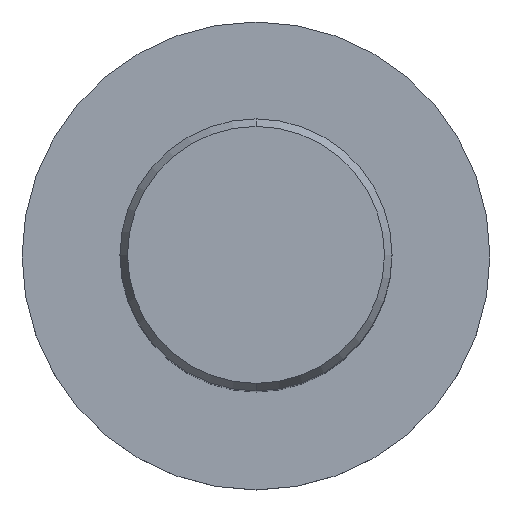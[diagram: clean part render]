
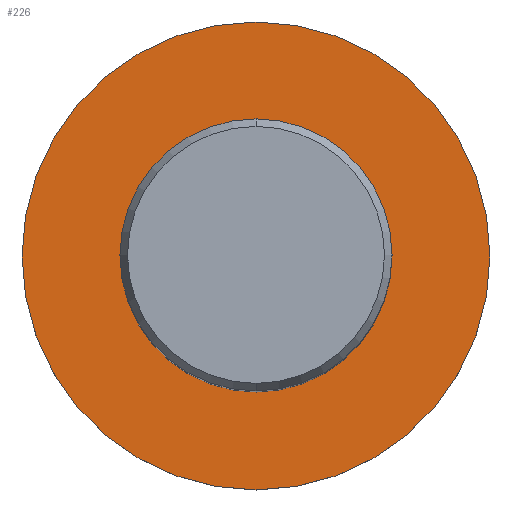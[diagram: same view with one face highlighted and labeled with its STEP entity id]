
A CAD part, top view. The second image highlights one B-rep face of the part: STEP entity #226.
In plain terms, the highlighted planar face has unit normal (0, 0, 1).
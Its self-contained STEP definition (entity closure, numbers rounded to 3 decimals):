
#182=EDGE_CURVE('',#336,#196,#469,.T.);
#196=VERTEX_POINT('',#483);
#202=EDGE_CURVE('',#312,#398,#489,.T.);
#226=ADVANCED_FACE('',(#515,#516),#517,.T.);
#298=EDGE_CURVE('',#196,#336,#597,.T.);
#312=VERTEX_POINT('',#611);
#336=VERTEX_POINT('',#637);
#348=EDGE_CURVE('',#398,#312,#650,.T.);
#398=VERTEX_POINT('',#707);
#469=CIRCLE('',#779,21.5);
#483=CARTESIAN_POINT('',(0.0,21.5,-56.0));
#489=CIRCLE('',#806,12.5);
#515=FACE_BOUND('',#877,.T.);
#516=FACE_OUTER_BOUND('',#878,.T.);
#517=PLANE('',#879);
#597=CIRCLE('',#1007,21.5);
#611=CARTESIAN_POINT('',(0.0,12.5,-56.0));
#637=CARTESIAN_POINT('',(0.,-21.5,-56.0));
#650=CIRCLE('',#1131,12.5);
#707=CARTESIAN_POINT('',(0.,-12.5,-56.0));
#779=AXIS2_PLACEMENT_3D('',#1407,#1408,#1409);
#806=AXIS2_PLACEMENT_3D('',#1418,#1419,#1420);
#877=EDGE_LOOP('',(#1443,#1444));
#878=EDGE_LOOP('',(#1445,#1446));
#879=AXIS2_PLACEMENT_3D('',#1447,#1448,#1449);
#1007=AXIS2_PLACEMENT_3D('',#1559,#1560,#1561);
#1131=AXIS2_PLACEMENT_3D('',#1598,#1599,#1600);
#1407=CARTESIAN_POINT('',(0.0,0.0,-56.0));
#1408=DIRECTION('',(0.0,0.0,-1.0));
#1409=DIRECTION('',(0.0,1.0,0.0));
#1418=CARTESIAN_POINT('',(0.0,0.0,-56.0));
#1419=DIRECTION('',(-0.0,0.0,-1.0));
#1420=DIRECTION('',(0.0,1.0,0.0));
#1443=ORIENTED_EDGE('',*,*,#202,.T.);
#1444=ORIENTED_EDGE('',*,*,#348,.T.);
#1445=ORIENTED_EDGE('',*,*,#298,.F.);
#1446=ORIENTED_EDGE('',*,*,#182,.F.);
#1447=CARTESIAN_POINT('',(0.0,10.75,-56.0));
#1448=DIRECTION('',(-0.0,0.0,1.0));
#1449=DIRECTION('',(0.0,-1.0,0.0));
#1559=CARTESIAN_POINT('',(0.0,0.0,-56.0));
#1560=DIRECTION('',(0.0,0.0,-1.0));
#1561=DIRECTION('',(0.0,1.0,0.0));
#1598=CARTESIAN_POINT('',(0.0,0.0,-56.0));
#1599=DIRECTION('',(-0.0,0.0,-1.0));
#1600=DIRECTION('',(0.0,1.0,0.0));
